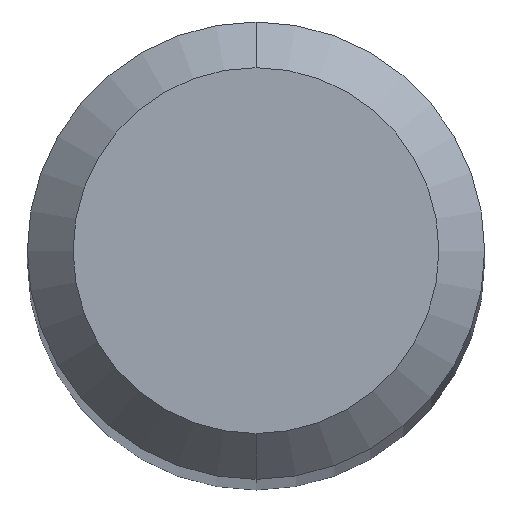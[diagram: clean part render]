
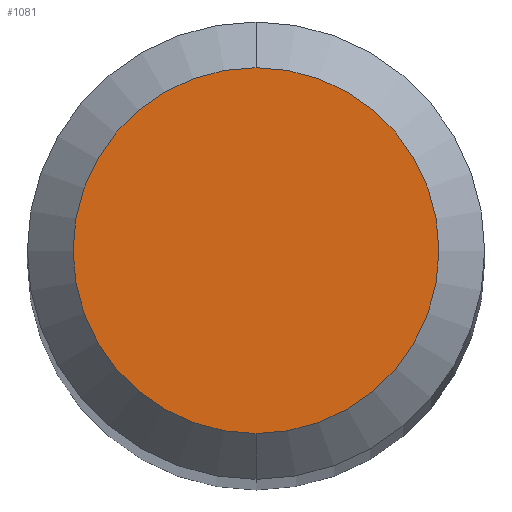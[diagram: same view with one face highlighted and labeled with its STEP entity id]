
A CAD part, top view. The second image highlights one B-rep face of the part: STEP entity #1081.
In plain terms, the highlighted planar face has unit normal (0, 0, 1).
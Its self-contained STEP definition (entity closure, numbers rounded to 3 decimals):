
#961=EDGE_CURVE('',#1147,#1071,#2025,.T.);
#1037=EDGE_CURVE('',#1071,#1147,#2106,.T.);
#1071=VERTEX_POINT('',#2144);
#1081=ADVANCED_FACE('',(#2154),#2155,.T.);
#1147=VERTEX_POINT('',#2224);
#2025=CIRCLE('',#5366,1.2);
#2106=CIRCLE('',#5748,1.2);
#2144=CARTESIAN_POINT('',(0.0,1.2,0.0));
#2154=FACE_OUTER_BOUND('',#6113,.T.);
#2155=PLANE('',#6114);
#2224=CARTESIAN_POINT('',(0.,-1.2,0.0));
#5366=AXIS2_PLACEMENT_3D('',#9193,#9194,#9195);
#5748=AXIS2_PLACEMENT_3D('',#9284,#9285,#9286);
#6113=EDGE_LOOP('',(#9335,#9336));
#6114=AXIS2_PLACEMENT_3D('',#9337,#9338,#9339);
#9193=CARTESIAN_POINT('',(0.0,0.0,0.0));
#9194=DIRECTION('',(0.0,0.0,-1.0));
#9195=DIRECTION('',(0.0,1.0,0.0));
#9284=CARTESIAN_POINT('',(0.0,0.0,0.0));
#9285=DIRECTION('',(0.0,0.0,-1.0));
#9286=DIRECTION('',(0.0,1.0,0.0));
#9335=ORIENTED_EDGE('',*,*,#1037,.F.);
#9336=ORIENTED_EDGE('',*,*,#961,.F.);
#9337=CARTESIAN_POINT('',(0.0,0.6,0.0));
#9338=DIRECTION('',(-0.0,0.0,1.0));
#9339=DIRECTION('',(0.0,-1.0,0.0));
